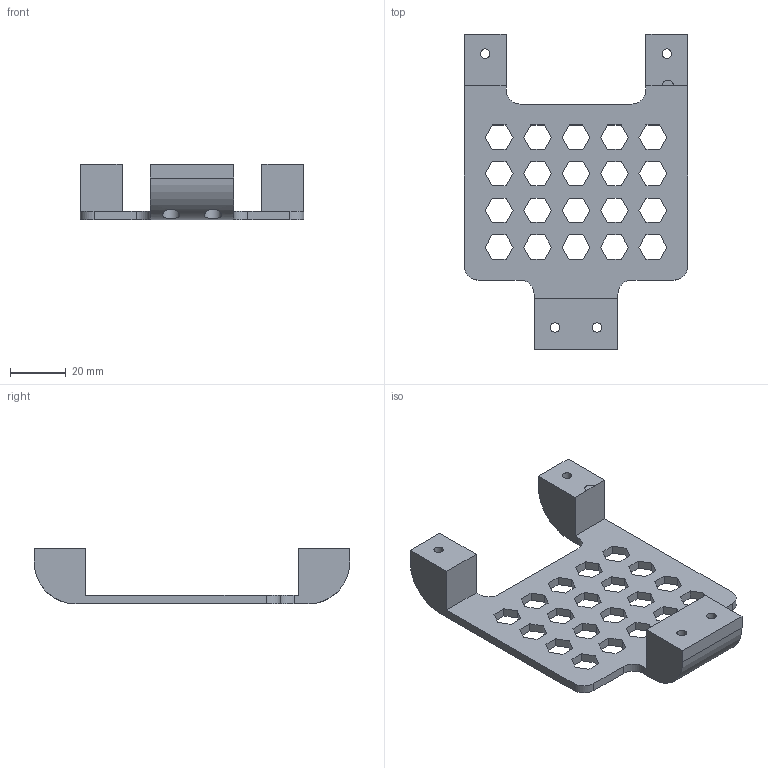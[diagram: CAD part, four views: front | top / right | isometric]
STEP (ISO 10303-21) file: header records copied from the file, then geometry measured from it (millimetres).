
FILE_DESCRIPTION(('FreeCAD Model'),'2;1');
FILE_NAME('Open CASCADE Shape Model','2023-12-16T00:29:31',(''),(''), 'Open CASCADE STEP processor 7.7','FreeCAD','Unknown');
FILE_SCHEMA(('AUTOMOTIVE_DESIGN { 1 0 10303 214 1 1 1 1 }'));
Length unit declared in the file: millimetre
Products named in the file (1): BatteryBay
Bounding box: 80 x 113 x 20 mm (x, y, z)
Volume: 30457.6 mm3; surface area: 17999.5 mm2
Topology: 1 solids, 1 shells, 162 faces, 469 edges, 313 vertices
Faces by surface type: plane 145, cylinder 17
Full cylindrical faces by diameter (mm): 3.4 x4, 6.1 x4
Entity records: 5713 total; most frequent: CARTESIAN_POINT 1295, ORIENTED_EDGE 938, DIRECTION 823, EDGE_CURVE 469, LINE 433, VECTOR 433, VERTEX_POINT 313, FACE_BOUND 214
